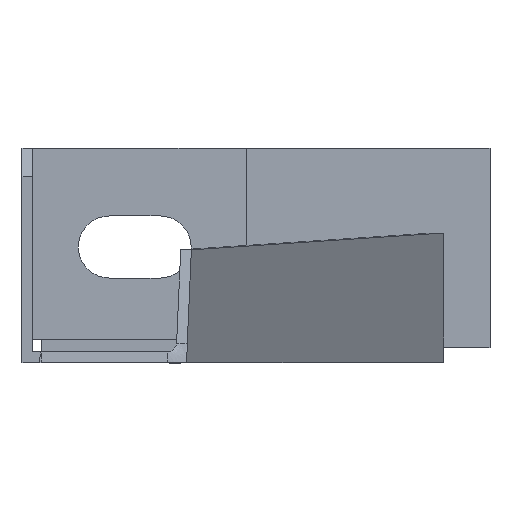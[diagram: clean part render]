
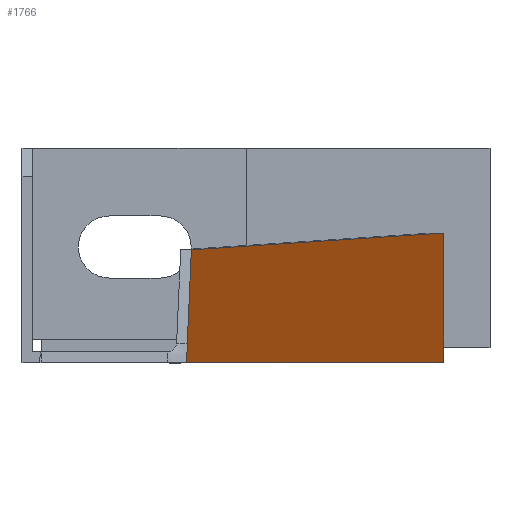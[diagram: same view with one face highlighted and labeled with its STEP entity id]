
A CAD part, left-side view. The second image highlights one B-rep face of the part: STEP entity #1766.
In plain terms, the highlighted planar face has unit normal (-0.113, -0.994, 0).
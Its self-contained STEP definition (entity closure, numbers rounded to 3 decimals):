
#186=CARTESIAN_POINT('',(7.099,73.701,3.16));
#187=CARTESIAN_POINT('',(7.002,73.712,2.801));
#188=CARTESIAN_POINT('',(6.807,73.734,2.074));
#189=CARTESIAN_POINT('',(6.569,73.761,0.996));
#190=CARTESIAN_POINT('',(6.437,73.776,0.183));
#191=CARTESIAN_POINT('',(6.381,73.783,-0.24));
#221=DIRECTION('',(0.,0.,1.));
#222=VECTOR('',#221,18.237);
#223=CARTESIAN_POINT('',(406.165,28.22,4.503));
#224=LINE('',#223,#222);
#238=CARTESIAN_POINT('',(405.829,28.259,-0.24));
#295=CARTESIAN_POINT('',(6.381,73.783,-0.24));
#508=DIRECTION('',(-0.113,0.013,-0.994));
#509=VECTOR('',#508,1.352);
#510=CARTESIAN_POINT('',(406.165,28.22,4.503));
#511=LINE('',#510,#509);
#512=CARTESIAN_POINT('',(406.013,28.238,3.16));
#513=CARTESIAN_POINT('',(405.989,28.241,2.809));
#514=CARTESIAN_POINT('',(405.94,28.246,2.09));
#515=CARTESIAN_POINT('',(405.878,28.253,1.002));
#516=CARTESIAN_POINT('',(405.844,28.257,0.185));
#517=CARTESIAN_POINT('',(405.829,28.259,-0.24));
#519=DIRECTION('',(-0.994,0.113,0.));
#520=VECTOR('',#519,402.035);
#521=CARTESIAN_POINT('',(405.829,28.259,-0.24));
#522=LINE('',#521,#520);
#523=DIRECTION('',(0.364,-0.042,0.93));
#524=VECTOR('',#523,17.844);
#525=CARTESIAN_POINT('',(7.099,73.701,3.16));
#526=LINE('',#525,#524);
#527=DIRECTION('',(0.994,-0.113,0.008));
#528=VECTOR('',#527,395.121);
#529=CARTESIAN_POINT('',(13.597,72.96,19.762));
#530=LINE('',#529,#528);
#598=CARTESIAN_POINT('',(7.099,73.701,3.16));
#599=VERTEX_POINT('',#598);
#607=CARTESIAN_POINT('',(406.013,28.238,3.16));
#608=VERTEX_POINT('',#607);
#609=CARTESIAN_POINT('',(13.597,72.96,19.762));
#610=VERTEX_POINT('',#609);
#663=VERTEX_POINT('',#238);
#664=VERTEX_POINT('',#295);
#678=CARTESIAN_POINT('',(406.165,28.22,22.741));
#680=VERTEX_POINT('',#678);
#682=CARTESIAN_POINT('',(406.165,28.22,4.503));
#684=VERTEX_POINT('',#682);
#1751=CARTESIAN_POINT('',(386.952,30.41,17.418));
#1752=DIRECTION('',(-0.113,-0.994,0.));
#1753=DIRECTION('',(0.994,-0.113,0.));
#1754=AXIS2_PLACEMENT_3D('',#1751,#1752,#1753);
#1755=PLANE('',#1754);
#1756=ORIENTED_EDGE('',*,*,#1159,.F.);
#1757=ORIENTED_EDGE('',*,*,#1177,.T.);
#1758=ORIENTED_EDGE('',*,*,#1339,.T.);
#1759=ORIENTED_EDGE('',*,*,#1406,.T.);
#1760=ORIENTED_EDGE('',*,*,#1105,.F.);
#1761=ORIENTED_EDGE('',*,*,#1129,.T.);
#1763=ORIENTED_EDGE('',*,*,#1762,.T.);
#1764=EDGE_LOOP('',(#1756,#1757,#1758,#1759,#1760,#1761,#1763));
#1765=FACE_OUTER_BOUND('',#1764,.F.);
#1766=ADVANCED_FACE('',(#1765),#1755,.T.);
#192=B_SPLINE_CURVE_WITH_KNOTS('',3,(#186,#187,#188,#189,#190,#191),
.UNSPECIFIED.,.F.,.F.,(4,1,1,4),(0.,0.333,0.667,1.),
.UNSPECIFIED.);
#518=B_SPLINE_CURVE_WITH_KNOTS('',3,(#512,#513,#514,#515,#516,#517),
.UNSPECIFIED.,.F.,.F.,(4,1,1,4),(0.,0.333,0.667,1.),
.UNSPECIFIED.);
#1105=EDGE_CURVE('',#599,#664,#192,.T.);
#1129=EDGE_CURVE('',#599,#610,#526,.T.);
#1159=EDGE_CURVE('',#684,#680,#224,.T.);
#1177=EDGE_CURVE('',#684,#608,#511,.T.);
#1339=EDGE_CURVE('',#608,#663,#518,.T.);
#1406=EDGE_CURVE('',#663,#664,#522,.T.);
#1762=EDGE_CURVE('',#610,#680,#530,.T.);
